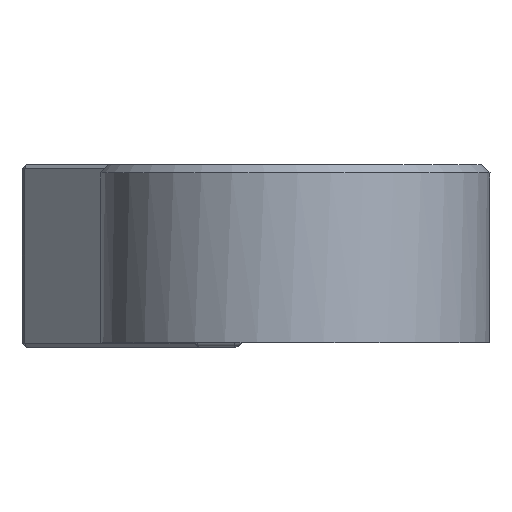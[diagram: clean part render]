
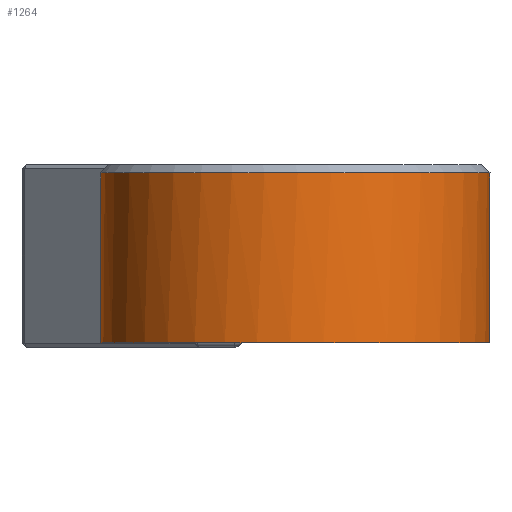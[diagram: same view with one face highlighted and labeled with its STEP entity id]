
A CAD part, left-side view. The second image highlights one B-rep face of the part: STEP entity #1264.
In plain terms, the highlighted cylindrical face has radius 12 mm (diameter 24 mm), a partial arc.
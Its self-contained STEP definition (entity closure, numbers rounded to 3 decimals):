
#51=CYLINDRICAL_SURFACE('',#1423,12.);
#140=FACE_OUTER_BOUND('',#222,.T.);
#222=EDGE_LOOP('',(#1130,#1131,#1132,#1133,#1134,#1135,#1136,#1137,#1138,
#1139,#1140,#1141,#1142,#1143));
#229=CIRCLE('',#1291,12.);
#231=CIRCLE('',#1294,12.);
#233=CIRCLE('',#1298,12.);
#270=CIRCLE('',#1372,12.);
#291=CIRCLE('',#1421,12.);
#297=LINE('',#1834,#391);
#303=LINE('',#1854,#397);
#312=LINE('',#1934,#406);
#359=LINE('',#2165,#453);
#385=LINE('',#2332,#479);
#391=VECTOR('',#1451,10.);
#397=VECTOR('',#1469,10.);
#406=VECTOR('',#1500,10.);
#453=VECTOR('',#1631,10.);
#479=VECTOR('',#1793,10.);
#489=B_SPLINE_CURVE_WITH_KNOTS('',3,(#1972,#1973,#1974,#1975,#1976,#1977,
#1978,#1979,#1980,#1981,#1982,#1983,#1984,#1985,#1986,#1987,#1988,#1989,
#1990),.UNSPECIFIED.,.F.,.F.,(4,3,3,3,3,3,4),(-0.02,-0.015,
-0.011,-0.009,-0.005,-0.002,
0.),.UNSPECIFIED.);
#490=B_SPLINE_CURVE_WITH_KNOTS('',3,(#2063,#2064,#2065,#2066,#2067,#2068,
#2069),.UNSPECIFIED.,.F.,.F.,(4,3,4),(-0.005,-0.001,
0.),.UNSPECIFIED.);
#494=B_SPLINE_CURVE_WITH_KNOTS('',3,(#2221,#2222,#2223,#2224,#2225,#2226,
#2227,#2228,#2229,#2230,#2231,#2232),.UNSPECIFIED.,.F.,.F.,(4,2,2,2,2,4),
(0.209,0.219,0.228,0.247,
0.282,0.317),.UNSPECIFIED.);
#497=B_SPLINE_CURVE_WITH_KNOTS('',3,(#2287,#2288,#2289,#2290,#2291,#2292),
 .UNSPECIFIED.,.F.,.F.,(4,2,4),(0.155,0.173,0.178),
 .UNSPECIFIED.);
#501=VERTEX_POINT('',#1808);
#504=VERTEX_POINT('',#1817);
#506=VERTEX_POINT('',#1823);
#508=VERTEX_POINT('',#1826);
#510=VERTEX_POINT('',#1832);
#511=VERTEX_POINT('',#1833);
#514=VERTEX_POINT('',#1841);
#519=VERTEX_POINT('',#1853);
#535=VERTEX_POINT('',#1931);
#536=VERTEX_POINT('',#1933);
#540=VERTEX_POINT('',#1971);
#583=VERTEX_POINT('',#2151);
#585=VERTEX_POINT('',#2163);
#602=VERTEX_POINT('',#2220);
#616=EDGE_CURVE('',#504,#501,#229,.T.);
#619=EDGE_CURVE('',#508,#506,#231,.T.);
#622=EDGE_CURVE('',#510,#511,#297,.T.);
#626=EDGE_CURVE('',#508,#514,#233,.T.);
#632=EDGE_CURVE('',#514,#519,#303,.T.);
#653=EDGE_CURVE('',#535,#536,#312,.T.);
#660=EDGE_CURVE('',#540,#510,#489,.T.);
#690=EDGE_CURVE('',#501,#540,#490,.T.);
#728=EDGE_CURVE('',#585,#583,#359,.T.);
#746=EDGE_CURVE('',#511,#535,#270,.T.);
#756=EDGE_CURVE('',#602,#506,#494,.T.);
#775=EDGE_CURVE('',#519,#504,#497,.T.);
#789=EDGE_CURVE('',#536,#585,#291,.T.);
#792=EDGE_CURVE('',#583,#602,#385,.T.);
#1130=ORIENTED_EDGE('',*,*,#653,.F.);
#1131=ORIENTED_EDGE('',*,*,#746,.F.);
#1132=ORIENTED_EDGE('',*,*,#622,.F.);
#1133=ORIENTED_EDGE('',*,*,#660,.F.);
#1134=ORIENTED_EDGE('',*,*,#690,.F.);
#1135=ORIENTED_EDGE('',*,*,#616,.F.);
#1136=ORIENTED_EDGE('',*,*,#775,.F.);
#1137=ORIENTED_EDGE('',*,*,#632,.F.);
#1138=ORIENTED_EDGE('',*,*,#626,.F.);
#1139=ORIENTED_EDGE('',*,*,#619,.T.);
#1140=ORIENTED_EDGE('',*,*,#756,.F.);
#1141=ORIENTED_EDGE('',*,*,#792,.F.);
#1142=ORIENTED_EDGE('',*,*,#728,.F.);
#1143=ORIENTED_EDGE('',*,*,#789,.F.);
#1264=ADVANCED_FACE('',(#140),#51,.T.);
#1291=AXIS2_PLACEMENT_3D('',#1819,#1437,#1438);
#1294=AXIS2_PLACEMENT_3D('',#1827,#1444,#1445);
#1298=AXIS2_PLACEMENT_3D('',#1842,#1457,#1458);
#1372=AXIS2_PLACEMENT_3D('',#2200,#1672,#1673);
#1421=AXIS2_PLACEMENT_3D('',#2324,#1786,#1787);
#1423=AXIS2_PLACEMENT_3D('',#2331,#1791,#1792);
#1437=DIRECTION('center_axis',(0.,0.,-1.));
#1438=DIRECTION('ref_axis',(-1.,0.,0.));
#1444=DIRECTION('center_axis',(0.,0.,-1.));
#1445=DIRECTION('ref_axis',(-1.,0.,0.));
#1451=DIRECTION('',(0.,0.,1.));
#1457=DIRECTION('center_axis',(0.,0.,1.));
#1458=DIRECTION('ref_axis',(-1.,0.,0.));
#1469=DIRECTION('',(0.,0.,-1.));
#1500=DIRECTION('',(0.,0.,1.));
#1631=DIRECTION('',(0.,0.,-1.));
#1672=DIRECTION('center_axis',(0.,0.,1.));
#1673=DIRECTION('ref_axis',(-1.,0.,0.));
#1786=DIRECTION('center_axis',(0.,0.,1.));
#1787=DIRECTION('ref_axis',(-0.854,-0.521,0.));
#1791=DIRECTION('center_axis',(0.,0.,1.));
#1792=DIRECTION('ref_axis',(-0.919,-0.394,0.));
#1793=DIRECTION('',(0.,0.,-1.));
#1808=CARTESIAN_POINT('',(10.348,6.075,-7.969));
#1817=CARTESIAN_POINT('',(11.535,3.307,-7.969));
#1819=CARTESIAN_POINT('Origin',(0.,0.,-7.969));
#1823=CARTESIAN_POINT('',(9.744,-7.004,-3.969));
#1826=CARTESIAN_POINT('',(11.681,-2.75,-3.969));
#1827=CARTESIAN_POINT('Origin',(0.,0.,-3.969));
#1832=CARTESIAN_POINT('',(10.314,6.134,-7.738));
#1833=CARTESIAN_POINT('',(10.314,6.134,-3.969));
#1834=CARTESIAN_POINT('',(10.314,6.134,-3.969));
#1841=CARTESIAN_POINT('',(11.552,3.25,-3.969));
#1842=CARTESIAN_POINT('Origin',(0.,0.,-3.969));
#1853=CARTESIAN_POINT('',(11.552,3.25,-7.738));
#1854=CARTESIAN_POINT('',(11.552,3.25,-3.969));
#1931=CARTESIAN_POINT('',(10.1,6.48,-3.969));
#1933=CARTESIAN_POINT('',(10.1,6.48,2.5));
#1934=CARTESIAN_POINT('',(10.1,6.48,0.));
#1971=CARTESIAN_POINT('',(10.338,6.093,-7.927));
#1972=CARTESIAN_POINT('Ctrl Pts',(10.338,6.093,-7.927));
#1973=CARTESIAN_POINT('Ctrl Pts',(10.335,6.098,-7.913));
#1974=CARTESIAN_POINT('Ctrl Pts',(10.332,6.104,-7.898));
#1975=CARTESIAN_POINT('Ctrl Pts',(10.329,6.108,-7.883));
#1976=CARTESIAN_POINT('Ctrl Pts',(10.326,6.113,-7.87));
#1977=CARTESIAN_POINT('Ctrl Pts',(10.324,6.116,-7.857));
#1978=CARTESIAN_POINT('Ctrl Pts',(10.322,6.12,-7.844));
#1979=CARTESIAN_POINT('Ctrl Pts',(10.321,6.121,-7.837));
#1980=CARTESIAN_POINT('Ctrl Pts',(10.32,6.123,-7.83));
#1981=CARTESIAN_POINT('Ctrl Pts',(10.319,6.124,-7.823));
#1982=CARTESIAN_POINT('Ctrl Pts',(10.318,6.126,-7.812));
#1983=CARTESIAN_POINT('Ctrl Pts',(10.317,6.128,-7.801));
#1984=CARTESIAN_POINT('Ctrl Pts',(10.316,6.13,-7.789));
#1985=CARTESIAN_POINT('Ctrl Pts',(10.315,6.131,-7.779));
#1986=CARTESIAN_POINT('Ctrl Pts',(10.315,6.132,-7.768));
#1987=CARTESIAN_POINT('Ctrl Pts',(10.314,6.133,-7.758));
#1988=CARTESIAN_POINT('Ctrl Pts',(10.314,6.133,-7.751));
#1989=CARTESIAN_POINT('Ctrl Pts',(10.314,6.134,-7.744));
#1990=CARTESIAN_POINT('Ctrl Pts',(10.314,6.134,-7.738));
#2063=CARTESIAN_POINT('Ctrl Pts',(10.349,6.075,-7.969));
#2064=CARTESIAN_POINT('Ctrl Pts',(10.346,6.081,-7.957));
#2065=CARTESIAN_POINT('Ctrl Pts',(10.342,6.086,-7.946));
#2066=CARTESIAN_POINT('Ctrl Pts',(10.34,6.09,-7.934));
#2067=CARTESIAN_POINT('Ctrl Pts',(10.339,6.091,-7.932));
#2068=CARTESIAN_POINT('Ctrl Pts',(10.339,6.092,-7.929));
#2069=CARTESIAN_POINT('Ctrl Pts',(10.338,6.093,-7.927));
#2151=CARTESIAN_POINT('',(10.244,-6.25,0.366));
#2163=CARTESIAN_POINT('',(10.244,-6.25,2.5));
#2165=CARTESIAN_POINT('',(10.244,-6.25,0.));
#2200=CARTESIAN_POINT('Origin',(0.,0.,-3.969));
#2220=CARTESIAN_POINT('',(10.244,-6.25,-3.469));
#2221=CARTESIAN_POINT('Ctrl Pts',(10.244,-6.25,-3.469));
#2222=CARTESIAN_POINT('Ctrl Pts',(10.244,-6.25,-3.5));
#2223=CARTESIAN_POINT('Ctrl Pts',(10.241,-6.255,-3.532));
#2224=CARTESIAN_POINT('Ctrl Pts',(10.23,-6.273,-3.591));
#2225=CARTESIAN_POINT('Ctrl Pts',(10.221,-6.287,-3.62));
#2226=CARTESIAN_POINT('Ctrl Pts',(10.191,-6.336,-3.7));
#2227=CARTESIAN_POINT('Ctrl Pts',(10.163,-6.381,-3.745));
#2228=CARTESIAN_POINT('Ctrl Pts',(10.083,-6.507,-3.845));
#2229=CARTESIAN_POINT('Ctrl Pts',(10.02,-6.604,-3.892));
#2230=CARTESIAN_POINT('Ctrl Pts',(9.884,-6.806,-3.954));
#2231=CARTESIAN_POINT('Ctrl Pts',(9.812,-6.91,-3.969));
#2232=CARTESIAN_POINT('Ctrl Pts',(9.744,-7.004,-3.969));
#2287=CARTESIAN_POINT('Ctrl Pts',(11.552,3.25,-7.738));
#2288=CARTESIAN_POINT('Ctrl Pts',(11.552,3.25,-7.8));
#2289=CARTESIAN_POINT('Ctrl Pts',(11.548,3.262,-7.867));
#2290=CARTESIAN_POINT('Ctrl Pts',(11.539,3.293,-7.942));
#2291=CARTESIAN_POINT('Ctrl Pts',(11.537,3.3,-7.955));
#2292=CARTESIAN_POINT('Ctrl Pts',(11.535,3.307,-7.969));
#2324=CARTESIAN_POINT('Origin',(0.,0.,2.5));
#2331=CARTESIAN_POINT('Origin',(0.,0.,0.));
#2332=CARTESIAN_POINT('',(10.244,-6.25,0.));
